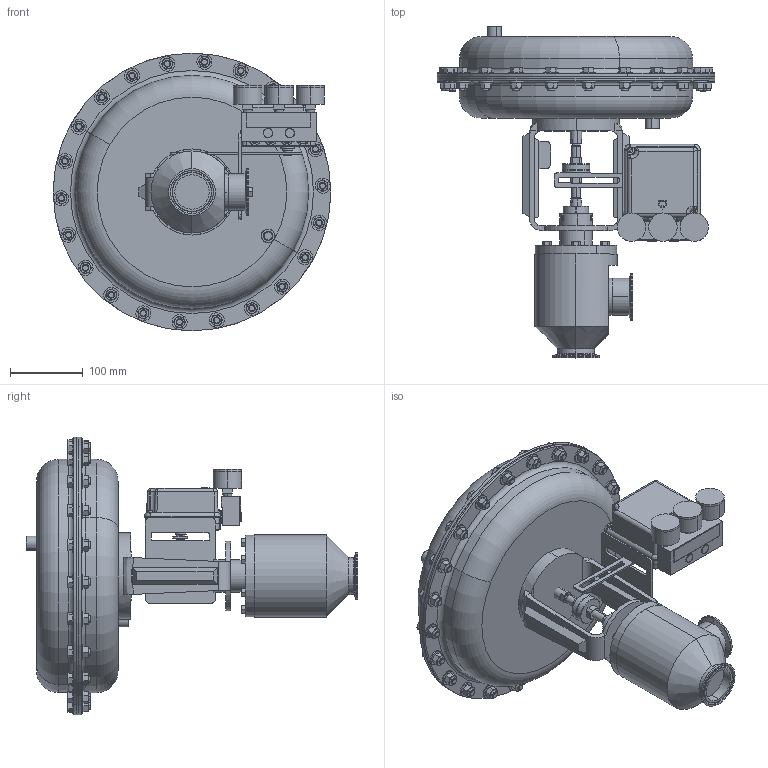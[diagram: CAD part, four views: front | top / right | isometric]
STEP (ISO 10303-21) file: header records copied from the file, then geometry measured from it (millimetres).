
FILE_DESCRIPTION (( 'STEP AP203' ), '1' );
FILE_NAME ('978SP-200-JD-85M-16PP.STEP', '2017-06-13T13:05:55', ( '' ), ( '' ), 'SwSTEP 2.0', 'SolidWorks 2014', '' );
FILE_SCHEMA (( 'CONFIG_CONTROL_DESIGN' ));
Products named in the file (2): 978SP-200-JD-85M-16PP
Bounding box: 381 x 455.45 x 381 mm (x, y, z)
Volume: 11093117.2 mm3; surface area: 1370785.9 mm2
Topology: 146 solids, 146 shells, 3199 faces, 7426 edges, 4556 vertices
Faces by surface type: plane 1197, cone 960, cylinder 703, bspline 303, torus 36
Entity records: 111546 total; most frequent: CARTESIAN_POINT 42212, ORIENTED_EDGE 14756, DIRECTION 13769, EDGE_CURVE 7378, AXIS2_PLACEMENT_3D 5481, VERTEX_POINT 4555, EDGE_LOOP 3377, ADVANCED_FACE 3199
